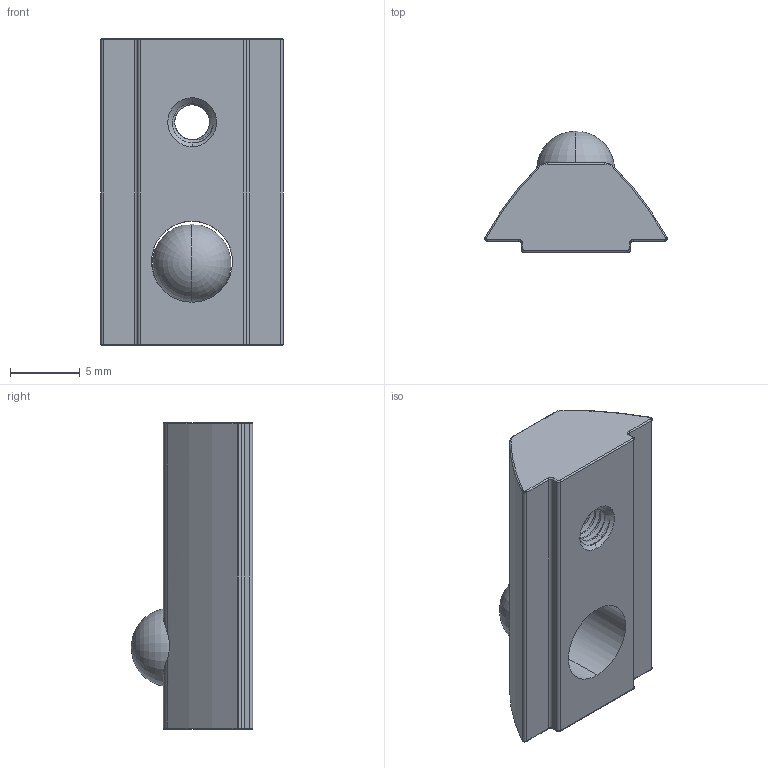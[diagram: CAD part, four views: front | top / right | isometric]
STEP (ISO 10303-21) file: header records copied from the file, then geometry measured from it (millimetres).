
FILE_DESCRIPTION (( 'STEP AP203' ), '1' );
FILE_NAME ('AL-2A17.A01A.01 Ñóõàðü ïàçîâûé ñ ôèêñàòîðîì ïàç 8, 22 ìì, Ì3.STEP', '2024-08-01T06:53:39', ( '' ), ( '' ), 'SwSTEP 2.0', 'SolidWorks 2021', '' );
FILE_SCHEMA (( 'CONFIG_CONTROL_DESIGN' ));
Length unit declared in the file: millimetre
Products named in the file (1): AL-2A17.A01A.01 Ñóõàðü ïàçîâûé ñ ôèêñàòîðîì ïàç 8, 22 ìì, Ì3
Bounding box: 13.06 x 8.69 x 22 mm (x, y, z)
Volume: 1201.3 mm3; surface area: 1074 mm2
Topology: 2 solids, 2 shells, 92 faces, 238 edges, 145 vertices
Faces by surface type: cylinder 50, torus 26, plane 9, cone 4, bspline 3
Entity records: 5993 total; most frequent: CARTESIAN_POINT 3784, ORIENTED_EDGE 468, DIRECTION 441, EDGE_CURVE 234, AXIS2_PLACEMENT_3D 184, VERTEX_POINT 145, EDGE_LOOP 95, CIRCLE 94
